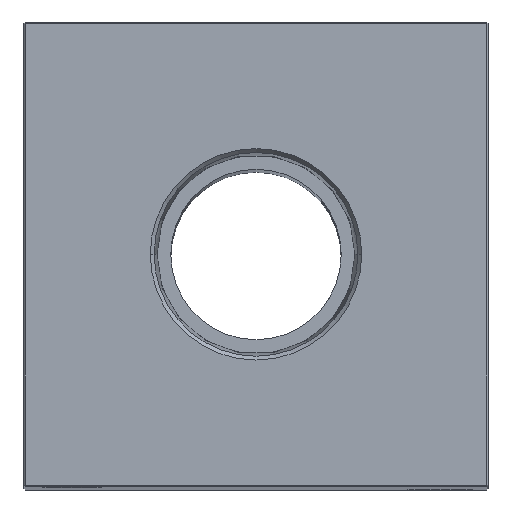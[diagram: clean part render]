
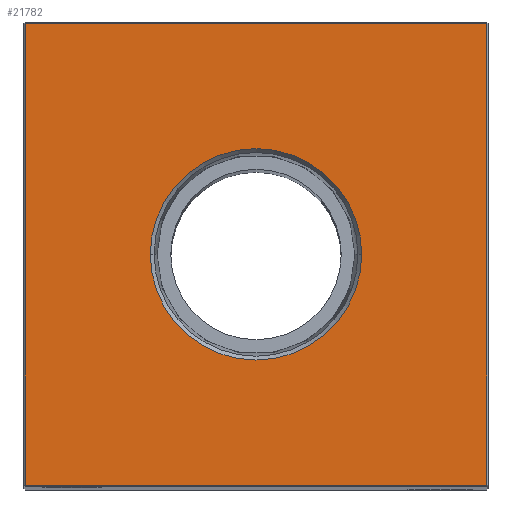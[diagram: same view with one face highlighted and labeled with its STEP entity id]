
A CAD part, top view. The second image highlights one B-rep face of the part: STEP entity #21782.
In plain terms, the highlighted planar face has unit normal (0, 0, 1).
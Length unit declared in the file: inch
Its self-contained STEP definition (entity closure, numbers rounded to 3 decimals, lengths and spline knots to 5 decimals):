
#809 = CARTESIAN_POINT ( 'NONE',  ( 1.49, 1.49, 12.25 ) ) ;
#972 = EDGE_CURVE ( 'NONE', #4084, #11190, #24219, .T. ) ;
#1234 = CARTESIAN_POINT ( 'NONE',  ( 0., 0., 12.25 ) ) ;
#1547 = CARTESIAN_POINT ( 'NONE',  ( -1.49, 0., 12.25 ) ) ;
#2031 = CIRCLE ( 'NONE', #20520, 0.68248 ) ;
#2291 = LINE ( 'NONE', #12397, #20970 ) ;
#2600 = DIRECTION ( 'NONE',  ( 1., 0., 0. ) ) ;
#3170 = CARTESIAN_POINT ( 'NONE',  ( 0., -1.49, 12.25 ) ) ;
#3575 = VECTOR ( 'NONE', #13278, 39.37008 ) ;
#4084 = VERTEX_POINT ( 'NONE', #18525 ) ;
#4092 = ORIENTED_EDGE ( 'NONE', *, *, #22827, .T. ) ;
#4721 = CARTESIAN_POINT ( 'NONE',  ( -0.68248, 0., 12.25 ) ) ;
#5517 = DIRECTION ( 'NONE',  ( -1., 0., 0. ) ) ;
#5875 = AXIS2_PLACEMENT_3D ( 'NONE', #15205, #25265, #2600 ) ;
#7891 = EDGE_LOOP ( 'NONE', ( #30532, #29968 ) ) ;
#8181 = VERTEX_POINT ( 'NONE', #4721 ) ;
#9542 = FACE_OUTER_BOUND ( 'NONE', #15323, .T. ) ;
#9854 = DIRECTION ( 'NONE',  ( 0., 0., -1. ) ) ;
#10914 = VECTOR ( 'NONE', #5517, 39.37008 ) ;
#11190 = VERTEX_POINT ( 'NONE', #16069 ) ;
#11335 = DIRECTION ( 'NONE',  ( 0., 0., 1. ) ) ;
#11414 = EDGE_CURVE ( 'NONE', #24738, #18139, #2291, .T. ) ;
#11653 = DIRECTION ( 'NONE',  ( 0., -1., 0. ) ) ;
#12397 = CARTESIAN_POINT ( 'NONE',  ( 1.49, 0., 12.25 ) ) ;
#13278 = DIRECTION ( 'NONE',  ( 1., 0., 0. ) ) ;
#13867 = ORIENTED_EDGE ( 'NONE', *, *, #11414, .T. ) ;
#15205 = CARTESIAN_POINT ( 'NONE',  ( 0., 0., 12.25 ) ) ;
#15323 = EDGE_LOOP ( 'NONE', ( #27052, #26713, #13867, #4092 ) ) ;
#16069 = CARTESIAN_POINT ( 'NONE',  ( -1.49, -1.49, 12.25 ) ) ;
#16591 = CARTESIAN_POINT ( 'NONE',  ( 1.49, -1.49, 12.25 ) ) ;
#18116 = LINE ( 'NONE', #28131, #10914 ) ;
#18139 = VERTEX_POINT ( 'NONE', #809 ) ;
#18210 = EDGE_CURVE ( 'NONE', #31597, #8181, #20138, .T. ) ;
#18525 = CARTESIAN_POINT ( 'NONE',  ( -1.49, 1.49, 12.25 ) ) ;
#19633 = FACE_BOUND ( 'NONE', #7891, .T. ) ;
#19950 = DIRECTION ( 'NONE',  ( -1., 0., 0. ) ) ;
#20138 = CIRCLE ( 'NONE', #5875, 0.68248 ) ;
#20520 = AXIS2_PLACEMENT_3D ( 'NONE', #1234, #11335, #21413 ) ;
#20970 = VECTOR ( 'NONE', #22482, 39.37008 ) ;
#21413 = DIRECTION ( 'NONE',  ( 1., 0., 0. ) ) ;
#21782 = ADVANCED_FACE ( 'NONE', ( #9542, #19633 ), #29646, .F. ) ;
#22482 = DIRECTION ( 'NONE',  ( 0., 1., 0. ) ) ;
#22827 = EDGE_CURVE ( 'NONE', #18139, #4084, #18116, .T. ) ;
#22833 = VECTOR ( 'NONE', #11653, 39.37008 ) ;
#24219 = LINE ( 'NONE', #1547, #22833 ) ;
#24585 = AXIS2_PLACEMENT_3D ( 'NONE', #32421, #9854, #19950 ) ;
#24738 = VERTEX_POINT ( 'NONE', #16591 ) ;
#25265 = DIRECTION ( 'NONE',  ( 0., 0., 1. ) ) ;
#25821 = LINE ( 'NONE', #3170, #3575 ) ;
#26713 = ORIENTED_EDGE ( 'NONE', *, *, #29594, .T. ) ;
#27052 = ORIENTED_EDGE ( 'NONE', *, *, #972, .T. ) ;
#28131 = CARTESIAN_POINT ( 'NONE',  ( 0., 1.49, 12.25 ) ) ;
#29594 = EDGE_CURVE ( 'NONE', #11190, #24738, #25821, .T. ) ;
#29646 = PLANE ( 'NONE',  #24585 ) ;
#29968 = ORIENTED_EDGE ( 'NONE', *, *, #30132, .F. ) ;
#30132 = EDGE_CURVE ( 'NONE', #8181, #31597, #2031, .T. ) ;
#30181 = CARTESIAN_POINT ( 'NONE',  ( 0.68248, 0., 12.25 ) ) ;
#30532 = ORIENTED_EDGE ( 'NONE', *, *, #18210, .F. ) ;
#31597 = VERTEX_POINT ( 'NONE', #30181 ) ;
#32421 = CARTESIAN_POINT ( 'NONE',  ( 0., 0., 12.25 ) ) ;
